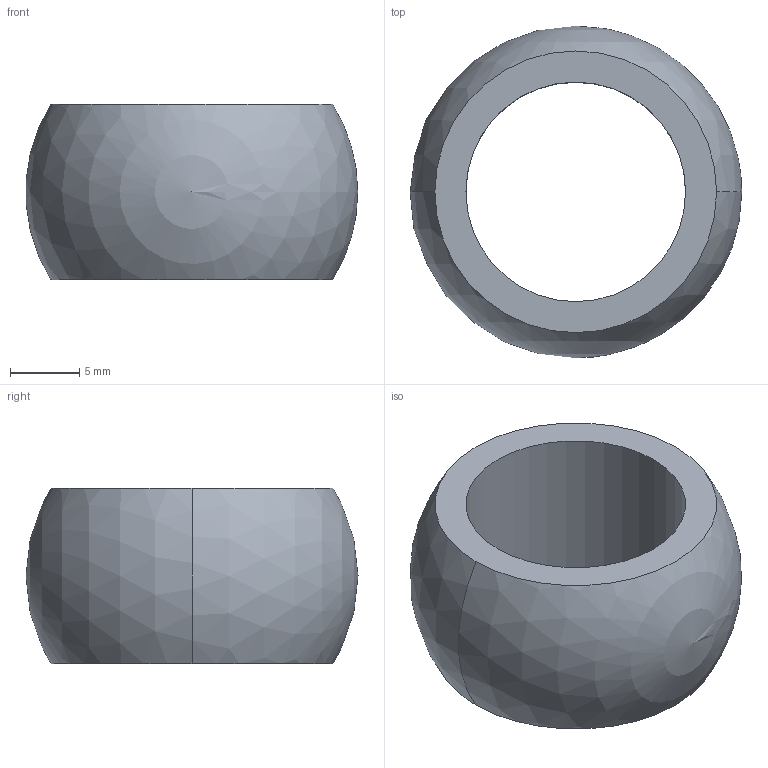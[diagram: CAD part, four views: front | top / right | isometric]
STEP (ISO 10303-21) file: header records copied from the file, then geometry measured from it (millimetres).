
FILE_DESCRIPTION (( 'STEP AP214' ), '1' );
FILE_NAME ('igubal_SphericalFlange_Ball.step', '2018-12-19T17:02:53', ( '' ), ( '' ), 'SwSTEP 2.0', 'SolidWorks 2018', '' );
FILE_SCHEMA (( 'AUTOMOTIVE_DESIGN' ));
Length unit declared in the file: inch
Products named in the file (1): igubal_SphericalFlange_Ball
Bounding box: 23.96 x 24 x 12.7 mm (x, y, z)
Volume: 2695.6 mm3; surface area: 1846.6 mm2
Topology: 1 solids, 1 shells, 6 faces, 17 edges, 11 vertices
Faces by surface type: cylinder 2, sphere 2, plane 2
Entity records: 210 total; most frequent: DIRECTION 36, CARTESIAN_POINT 27, ORIENTED_EDGE 24, AXIS2_PLACEMENT_3D 17, EDGE_CURVE 12, CIRCLE 10, VERTEX_POINT 8, EDGE_LOOP 8
